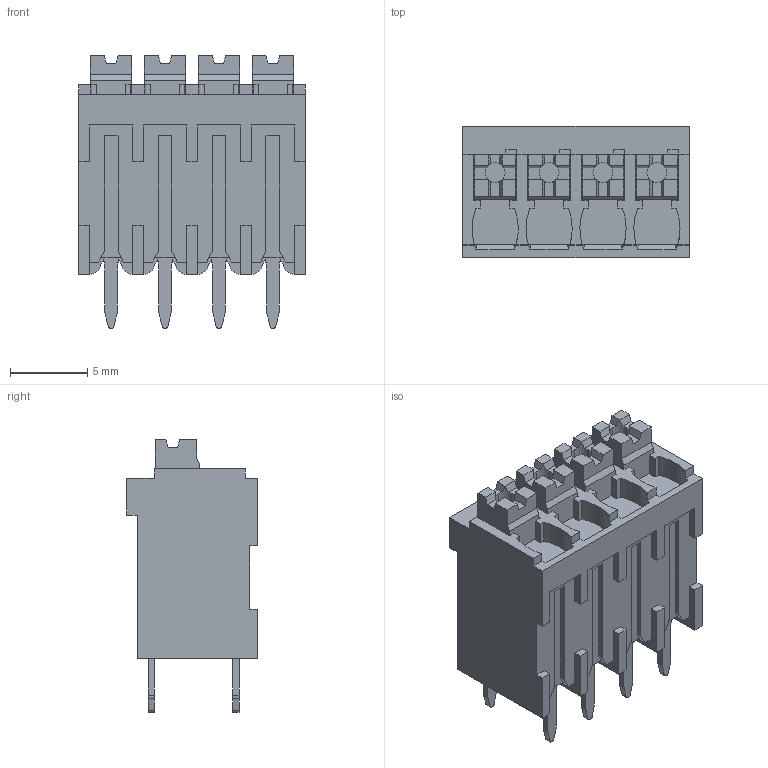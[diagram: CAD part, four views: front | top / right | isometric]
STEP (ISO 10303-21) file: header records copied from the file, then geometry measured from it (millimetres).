
FILE_DESCRIPTION(('FreeCAD Model'),'2;1');
FILE_NAME('Open CASCADE Shape Model','2022-09-02T14:33:19',( 'kicad StepUp'),('ksu MCAD'),'Open CASCADE STEP processor 7.5', 'FreeCAD','Unknown');
FILE_SCHEMA(('AUTOMOTIVE_DESIGN { 1 0 10303 214 1 1 1 1 }'));
Length unit declared in the file: millimetre
Products named in the file (1): TBLH10V_350_04
Bounding box: 14.7 x 8.5 x 17.7 mm (x, y, z)
Volume: 1228 mm3; surface area: 1533.9 mm2
Topology: 13 solids, 13 shells, 524 faces, 1486 edges, 980 vertices
Faces by surface type: plane 404, cylinder 104, cone 8, bspline 8
Entity records: 20959 total; most frequent: CARTESIAN_POINT 3482, ORIENTED_EDGE 2972, DIRECTION 2699, EDGE_CURVE 1486, LINE 1129, VECTOR 1129, VERTEX_POINT 980, AXIS2_PLACEMENT_3D 785
